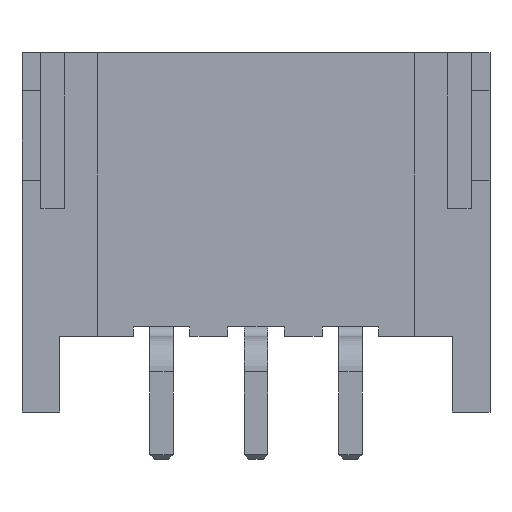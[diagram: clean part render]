
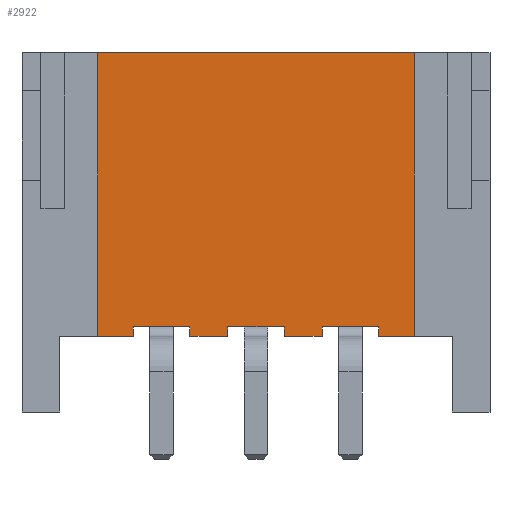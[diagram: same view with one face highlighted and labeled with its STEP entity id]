
A CAD part, front view. The second image highlights one B-rep face of the part: STEP entity #2922.
In plain terms, the highlighted planar face has unit normal (0, -1, 0).
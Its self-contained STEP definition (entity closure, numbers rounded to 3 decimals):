
#136=FACE_OUTER_BOUND('',#298,.T.);
#298=EDGE_LOOP('',(#2293,#2294,#2295,#2296,#2297,#2298,#2299,#2300,#2301,
#2302,#2303,#2304,#2305,#2306,#2307,#2308));
#431=LINE('',#4050,#827);
#515=LINE('',#4214,#911);
#555=LINE('',#4293,#951);
#583=LINE('',#4348,#979);
#585=LINE('',#4352,#981);
#587=LINE('',#4355,#983);
#588=LINE('',#4358,#984);
#594=LINE('',#4371,#990);
#597=LINE('',#4376,#993);
#603=LINE('',#4387,#999);
#604=LINE('',#4390,#1000);
#610=LINE('',#4402,#1006);
#612=LINE('',#4406,#1008);
#618=LINE('',#4417,#1014);
#619=LINE('',#4419,#1015);
#620=LINE('',#4420,#1016);
#827=VECTOR('',#3266,10.);
#911=VECTOR('',#3390,10.);
#951=VECTOR('',#3460,10.);
#979=VECTOR('',#3498,10.);
#981=VECTOR('',#3502,10.);
#983=VECTOR('',#3506,10.);
#984=VECTOR('',#3509,10.);
#990=VECTOR('',#3525,10.);
#993=VECTOR('',#3530,10.);
#999=VECTOR('',#3538,10.);
#1000=VECTOR('',#3541,10.);
#1006=VECTOR('',#3557,10.);
#1008=VECTOR('',#3561,10.);
#1014=VECTOR('',#3569,10.);
#1015=VECTOR('',#3572,10.);
#1016=VECTOR('',#3573,10.);
#1213=VERTEX_POINT('',#4047);
#1214=VERTEX_POINT('',#4049);
#1273=VERTEX_POINT('',#4211);
#1274=VERTEX_POINT('',#4213);
#1297=VERTEX_POINT('',#4290);
#1298=VERTEX_POINT('',#4292);
#1319=VERTEX_POINT('',#4345);
#1320=VERTEX_POINT('',#4347);
#1321=VERTEX_POINT('',#4351);
#1322=VERTEX_POINT('',#4357);
#1323=VERTEX_POINT('',#4369);
#1324=VERTEX_POINT('',#4370);
#1325=VERTEX_POINT('',#4375);
#1330=VERTEX_POINT('',#4389);
#1331=VERTEX_POINT('',#4401);
#1332=VERTEX_POINT('',#4405);
#1495=EDGE_CURVE('',#1213,#1214,#431,.T.);
#1579=EDGE_CURVE('',#1273,#1274,#515,.T.);
#1619=EDGE_CURVE('',#1298,#1297,#555,.T.);
#1647=EDGE_CURVE('',#1319,#1320,#583,.T.);
#1649=EDGE_CURVE('',#1321,#1298,#585,.T.);
#1651=EDGE_CURVE('',#1297,#1320,#587,.T.);
#1652=EDGE_CURVE('',#1321,#1322,#588,.T.);
#1658=EDGE_CURVE('',#1323,#1324,#594,.T.);
#1661=EDGE_CURVE('',#1324,#1325,#597,.T.);
#1667=EDGE_CURVE('',#1325,#1322,#603,.T.);
#1668=EDGE_CURVE('',#1323,#1330,#604,.T.);
#1674=EDGE_CURVE('',#1331,#1330,#610,.T.);
#1676=EDGE_CURVE('',#1332,#1331,#612,.T.);
#1682=EDGE_CURVE('',#1273,#1332,#618,.T.);
#1683=EDGE_CURVE('',#1214,#1319,#619,.T.);
#1684=EDGE_CURVE('',#1213,#1274,#620,.T.);
#2293=ORIENTED_EDGE('',*,*,#1651,.T.);
#2294=ORIENTED_EDGE('',*,*,#1647,.F.);
#2295=ORIENTED_EDGE('',*,*,#1683,.F.);
#2296=ORIENTED_EDGE('',*,*,#1495,.F.);
#2297=ORIENTED_EDGE('',*,*,#1684,.T.);
#2298=ORIENTED_EDGE('',*,*,#1579,.F.);
#2299=ORIENTED_EDGE('',*,*,#1682,.T.);
#2300=ORIENTED_EDGE('',*,*,#1676,.T.);
#2301=ORIENTED_EDGE('',*,*,#1674,.T.);
#2302=ORIENTED_EDGE('',*,*,#1668,.F.);
#2303=ORIENTED_EDGE('',*,*,#1658,.T.);
#2304=ORIENTED_EDGE('',*,*,#1661,.T.);
#2305=ORIENTED_EDGE('',*,*,#1667,.T.);
#2306=ORIENTED_EDGE('',*,*,#1652,.F.);
#2307=ORIENTED_EDGE('',*,*,#1649,.T.);
#2308=ORIENTED_EDGE('',*,*,#1619,.T.);
#2778=PLANE('',#3085);
#2922=ADVANCED_FACE('',(#136),#2778,.F.);
#3085=AXIS2_PLACEMENT_3D('',#4418,#3570,#3571);
#3266=DIRECTION('',(1.,0.,0.));
#3390=DIRECTION('',(-1.,0.,0.));
#3460=DIRECTION('',(1.,0.,0.));
#3498=DIRECTION('',(-1.,0.,0.));
#3502=DIRECTION('',(0.,0.,1.));
#3506=DIRECTION('',(0.,0.,-1.));
#3509=DIRECTION('',(-1.,0.,0.));
#3525=DIRECTION('',(0.,0.,1.));
#3530=DIRECTION('',(1.,0.,0.));
#3538=DIRECTION('',(0.,0.,-1.));
#3541=DIRECTION('',(-1.,0.,0.));
#3557=DIRECTION('',(0.,0.,-1.));
#3561=DIRECTION('',(1.,0.,0.));
#3569=DIRECTION('',(0.,0.,1.));
#3570=DIRECTION('center_axis',(0.,1.,0.));
#3571=DIRECTION('ref_axis',(1.,0.,0.));
#3572=DIRECTION('',(0.,0.,-1.));
#3573=DIRECTION('',(0.,0.,-1.));
#4047=CARTESIAN_POINT('',(-3.35,0.2,0.));
#4049=CARTESIAN_POINT('',(3.35,0.2,0.));
#4050=CARTESIAN_POINT('',(-1.675,0.2,0.));
#4211=CARTESIAN_POINT('',(-2.6,0.2,-6.));
#4213=CARTESIAN_POINT('',(-3.35,0.2,-6.));
#4214=CARTESIAN_POINT('',(-1.675,0.2,-6.));
#4290=CARTESIAN_POINT('',(2.6,0.2,-5.8));
#4292=CARTESIAN_POINT('',(1.4,0.2,-5.8));
#4293=CARTESIAN_POINT('',(-0.375,0.2,-5.8));
#4345=CARTESIAN_POINT('',(3.35,0.2,-6.));
#4347=CARTESIAN_POINT('',(2.6,0.2,-6.));
#4348=CARTESIAN_POINT('',(-1.675,0.2,-6.));
#4351=CARTESIAN_POINT('',(1.4,0.2,-6.));
#4352=CARTESIAN_POINT('',(1.4,0.2,-2.9));
#4355=CARTESIAN_POINT('',(2.6,0.2,-3.));
#4357=CARTESIAN_POINT('',(0.6,0.2,-6.));
#4358=CARTESIAN_POINT('',(-1.675,0.2,-6.));
#4369=CARTESIAN_POINT('',(-0.6,0.2,-6.));
#4370=CARTESIAN_POINT('',(-0.6,0.2,-5.8));
#4371=CARTESIAN_POINT('',(-0.6,0.2,-2.9));
#4375=CARTESIAN_POINT('',(0.6,0.2,-5.8));
#4376=CARTESIAN_POINT('',(-1.375,0.2,-5.8));
#4387=CARTESIAN_POINT('',(0.6,0.2,-3.));
#4389=CARTESIAN_POINT('',(-1.4,0.2,-6.));
#4390=CARTESIAN_POINT('',(-1.675,0.2,-6.));
#4401=CARTESIAN_POINT('',(-1.4,0.2,-5.8));
#4402=CARTESIAN_POINT('',(-1.4,0.2,-3.));
#4405=CARTESIAN_POINT('',(-2.6,0.2,-5.8));
#4406=CARTESIAN_POINT('',(-2.375,0.2,-5.8));
#4417=CARTESIAN_POINT('',(-2.6,0.2,-2.9));
#4418=CARTESIAN_POINT('Origin',(-3.35,0.2,0.));
#4419=CARTESIAN_POINT('',(3.35,0.2,0.));
#4420=CARTESIAN_POINT('',(-3.35,0.2,0.));
